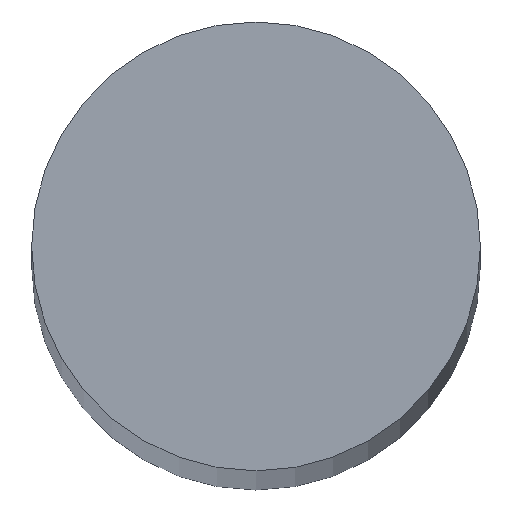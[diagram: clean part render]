
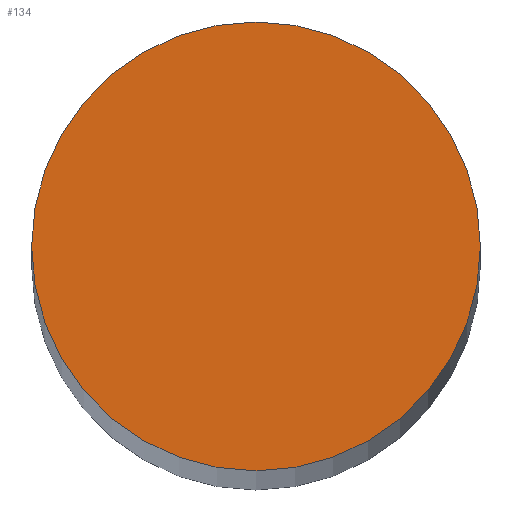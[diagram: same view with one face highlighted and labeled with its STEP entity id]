
A CAD part, top view. The second image highlights one B-rep face of the part: STEP entity #134.
In plain terms, the highlighted planar face has unit normal (0, 0, 1).
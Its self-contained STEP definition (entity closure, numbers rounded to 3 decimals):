
#4 = ORIENTED_EDGE ( 'NONE', *, *, #128, .T. ) ;
#5 = DIRECTION ( 'NONE',  ( 0., 0., 1. ) ) ;
#6 = AXIS2_PLACEMENT_3D ( 'NONE', #168, #5, #104 ) ;
#10 = CARTESIAN_POINT ( 'NONE',  ( 5., 0., 245. ) ) ;
#15 = VERTEX_POINT ( 'NONE', #118 ) ;
#27 = CIRCLE ( 'NONE', #150, 5. ) ;
#31 = ORIENTED_EDGE ( 'NONE', *, *, #125, .T. ) ;
#61 = CIRCLE ( 'NONE', #6, 5. ) ;
#66 = DIRECTION ( 'NONE',  ( 1., 0., 0. ) ) ;
#75 = AXIS2_PLACEMENT_3D ( 'NONE', #159, #89, #80 ) ;
#80 = DIRECTION ( 'NONE',  ( 1., 0., 0. ) ) ;
#89 = DIRECTION ( 'NONE',  ( 0., 0., 1. ) ) ;
#96 = EDGE_LOOP ( 'NONE', ( #4, #31 ) ) ;
#100 = PLANE ( 'NONE',  #75 ) ;
#104 = DIRECTION ( 'NONE',  ( 1., 0., 0. ) ) ;
#118 = CARTESIAN_POINT ( 'NONE',  ( -5., 0., 245. ) ) ;
#125 = EDGE_CURVE ( 'NONE', #167, #15, #61, .T. ) ;
#128 = EDGE_CURVE ( 'NONE', #15, #167, #27, .T. ) ;
#132 = CARTESIAN_POINT ( 'NONE',  ( 0., 0., 245. ) ) ;
#134 = ADVANCED_FACE ( 'NONE', ( #156 ), #100, .T. ) ;
#145 = DIRECTION ( 'NONE',  ( 0., 0., 1. ) ) ;
#150 = AXIS2_PLACEMENT_3D ( 'NONE', #132, #145, #66 ) ;
#156 = FACE_OUTER_BOUND ( 'NONE', #96, .T. ) ;
#159 = CARTESIAN_POINT ( 'NONE',  ( 0., 0., 245. ) ) ;
#167 = VERTEX_POINT ( 'NONE', #10 ) ;
#168 = CARTESIAN_POINT ( 'NONE',  ( 0., 0., 245. ) ) ;
